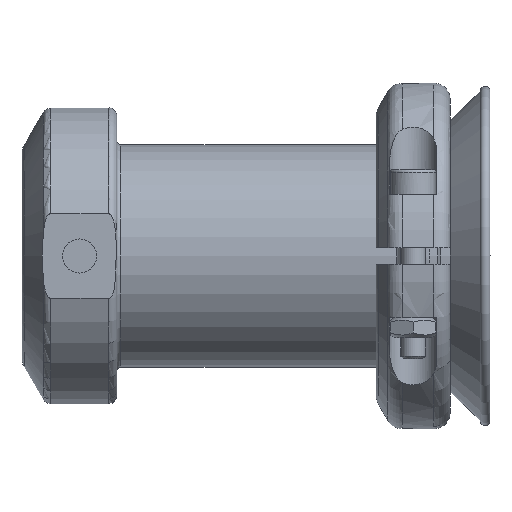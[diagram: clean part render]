
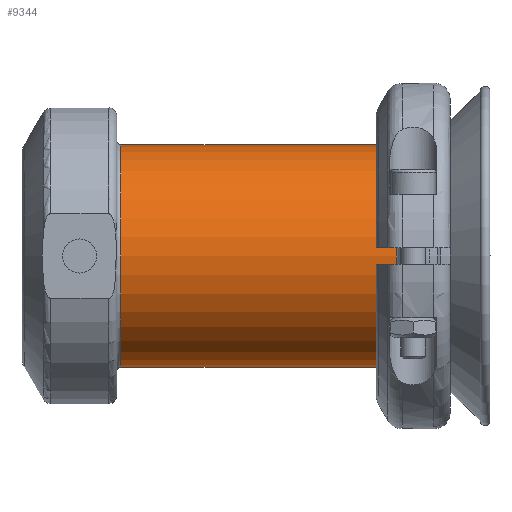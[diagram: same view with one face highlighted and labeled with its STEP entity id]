
A CAD part, left-side view. The second image highlights one B-rep face of the part: STEP entity #9344.
In plain terms, the highlighted cylindrical face has radius 13.5 mm (diameter 27 mm), a full revolution.
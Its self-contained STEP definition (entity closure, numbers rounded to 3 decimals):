
#516=FACE_BOUND('',#1556,.T.);
#1001=FACE_OUTER_BOUND('',#1555,.T.);
#1555=EDGE_LOOP('',(#8193));
#1556=EDGE_LOOP('',(#8194));
#2014=CIRCLE('',#10326,13.5);
#2015=CIRCLE('',#10328,13.5);
#4339=VERTEX_POINT('',#15952);
#4340=VERTEX_POINT('',#15955);
#5628=EDGE_CURVE('',#4339,#4339,#2014,.T.);
#5629=EDGE_CURVE('',#4340,#4340,#2015,.T.);
#8193=ORIENTED_EDGE('',*,*,#5629,.F.);
#8194=ORIENTED_EDGE('',*,*,#5628,.F.);
#8374=CYLINDRICAL_SURFACE('',#10327,13.5);
#9344=ADVANCED_FACE('',(#1001,#516),#8374,.T.);
#10326=AXIS2_PLACEMENT_3D('',#15953,#13003,#13004);
#10327=AXIS2_PLACEMENT_3D('',#15954,#13005,#13006);
#10328=AXIS2_PLACEMENT_3D('',#15956,#13007,#13008);
#13003=DIRECTION('center_axis',(0.,-1.,0.));
#13004=DIRECTION('ref_axis',(-1.,0.,0.));
#13005=DIRECTION('center_axis',(0.,-1.,0.));
#13006=DIRECTION('ref_axis',(1.,0.,0.));
#13007=DIRECTION('center_axis',(0.,1.,0.));
#13008=DIRECTION('ref_axis',(-1.,0.,0.));
#15952=CARTESIAN_POINT('',(13.5,6.52,0.));
#15953=CARTESIAN_POINT('Origin',(0.,6.52,0.));
#15954=CARTESIAN_POINT('Origin',(0.,23.426,0.));
#15955=CARTESIAN_POINT('',(13.5,40.,0.));
#15956=CARTESIAN_POINT('Origin',(0.,40.,0.));
